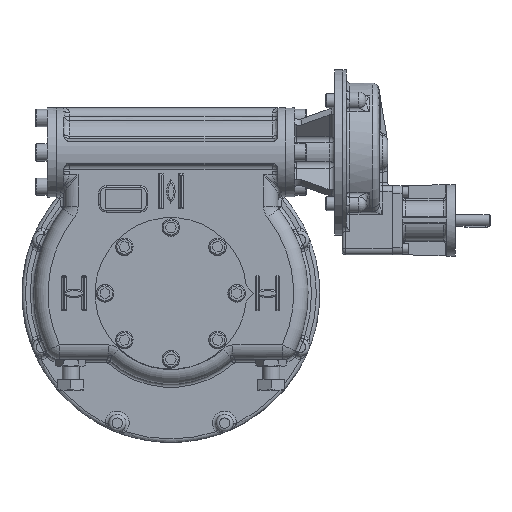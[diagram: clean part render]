
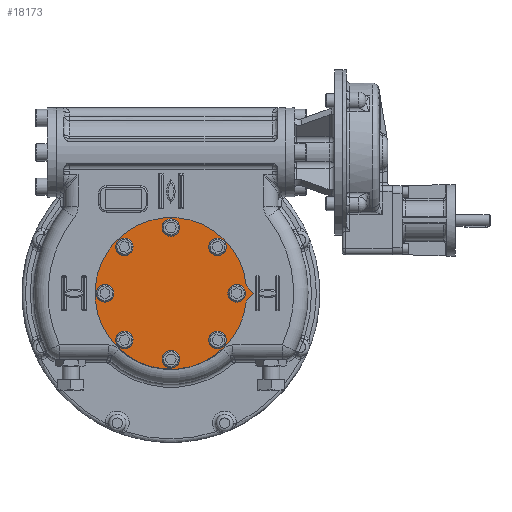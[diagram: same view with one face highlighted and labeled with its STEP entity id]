
A CAD part, top view. The second image highlights one B-rep face of the part: STEP entity #18173.
In plain terms, the highlighted planar face has unit normal (0, 0, 1).
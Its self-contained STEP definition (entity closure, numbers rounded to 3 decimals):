
#1275=CIRCLE('',#20565,132.5);
#1284=CIRCLE('',#20578,10.5);
#1285=CIRCLE('',#20579,10.5);
#1286=CIRCLE('',#20580,10.5);
#1287=CIRCLE('',#20581,10.5);
#1288=CIRCLE('',#20582,10.5);
#1289=CIRCLE('',#20583,10.5);
#1290=CIRCLE('',#20584,10.5);
#1291=CIRCLE('',#20585,10.5);
#2567=LINE('',#42790,#3621);
#2570=LINE('',#42795,#3624);
#3621=VECTOR('',#24924,1000.);
#3624=VECTOR('',#24929,1000.);
#7458=ORIENTED_EDGE('',*,*,#10900,.F.);
#7459=ORIENTED_EDGE('',*,*,#10901,.F.);
#7460=ORIENTED_EDGE('',*,*,#10902,.F.);
#7461=ORIENTED_EDGE('',*,*,#10903,.F.);
#7462=ORIENTED_EDGE('',*,*,#10904,.F.);
#7463=ORIENTED_EDGE('',*,*,#10905,.F.);
#7464=ORIENTED_EDGE('',*,*,#10906,.F.);
#7465=ORIENTED_EDGE('',*,*,#10907,.F.);
#7466=ORIENTED_EDGE('',*,*,#10885,.F.);
#7467=ORIENTED_EDGE('',*,*,#10891,.F.);
#7468=ORIENTED_EDGE('',*,*,#10888,.F.);
#10885=EDGE_CURVE('',#13049,#13050,#1275,.T.);
#10888=EDGE_CURVE('',#13050,#13052,#2567,.T.);
#10891=EDGE_CURVE('',#13052,#13049,#2570,.T.);
#10900=EDGE_CURVE('',#13061,#13061,#1284,.T.);
#10901=EDGE_CURVE('',#13062,#13062,#1285,.T.);
#10902=EDGE_CURVE('',#13063,#13063,#1286,.T.);
#10903=EDGE_CURVE('',#13064,#13064,#1287,.T.);
#10904=EDGE_CURVE('',#13065,#13065,#1288,.T.);
#10905=EDGE_CURVE('',#13066,#13066,#1289,.T.);
#10906=EDGE_CURVE('',#13067,#13067,#1290,.T.);
#10907=EDGE_CURVE('',#13068,#13068,#1291,.T.);
#13049=VERTEX_POINT('',#42783);
#13050=VERTEX_POINT('',#42785);
#13052=VERTEX_POINT('',#42791);
#13061=VERTEX_POINT('',#42815);
#13062=VERTEX_POINT('',#42817);
#13063=VERTEX_POINT('',#42819);
#13064=VERTEX_POINT('',#42821);
#13065=VERTEX_POINT('',#42823);
#13066=VERTEX_POINT('',#42825);
#13067=VERTEX_POINT('',#42827);
#13068=VERTEX_POINT('',#42829);
#15200=EDGE_LOOP('',(#7458));
#15201=EDGE_LOOP('',(#7459));
#15202=EDGE_LOOP('',(#7460));
#15203=EDGE_LOOP('',(#7461));
#15204=EDGE_LOOP('',(#7462));
#15205=EDGE_LOOP('',(#7463));
#15206=EDGE_LOOP('',(#7464));
#15207=EDGE_LOOP('',(#7465));
#15208=EDGE_LOOP('',(#7466,#7467,#7468));
#16592=FACE_BOUND('',#15200,.T.);
#16593=FACE_BOUND('',#15201,.T.);
#16594=FACE_BOUND('',#15202,.T.);
#16595=FACE_BOUND('',#15203,.T.);
#16596=FACE_BOUND('',#15204,.T.);
#16597=FACE_BOUND('',#15205,.T.);
#16598=FACE_BOUND('',#15206,.T.);
#16599=FACE_BOUND('',#15207,.T.);
#16600=FACE_BOUND('',#15208,.T.);
#17324=PLANE('',#20577);
#18173=ADVANCED_FACE('',(#16592,#16593,#16594,#16595,#16596,#16597,#16598,
#16599,#16600),#17324,.F.);
#20565=AXIS2_PLACEMENT_3D('',#42784,#24918,#24919);
#20577=AXIS2_PLACEMENT_3D('',#42813,#24948,#24949);
#20578=AXIS2_PLACEMENT_3D('',#42814,#24950,#24951);
#20579=AXIS2_PLACEMENT_3D('',#42816,#24952,#24953);
#20580=AXIS2_PLACEMENT_3D('',#42818,#24954,#24955);
#20581=AXIS2_PLACEMENT_3D('',#42820,#24956,#24957);
#20582=AXIS2_PLACEMENT_3D('',#42822,#24958,#24959);
#20583=AXIS2_PLACEMENT_3D('',#42824,#24960,#24961);
#20584=AXIS2_PLACEMENT_3D('',#42826,#24962,#24963);
#20585=AXIS2_PLACEMENT_3D('',#42828,#24964,#24965);
#24918=DIRECTION('',(0.,0.,-1.));
#24919=DIRECTION('',(1.,0.,0.));
#24924=DIRECTION('',(0.707,-0.707,0.));
#24929=DIRECTION('',(-0.707,-0.707,0.));
#24948=DIRECTION('',(0.,0.,-1.));
#24949=DIRECTION('',(-1.,0.,0.));
#24950=DIRECTION('',(0.,0.,1.));
#24951=DIRECTION('',(1.,0.,0.));
#24952=DIRECTION('',(0.,0.,1.));
#24953=DIRECTION('',(0.707,-0.707,0.));
#24954=DIRECTION('',(0.,0.,1.));
#24955=DIRECTION('',(0.,-1.,0.));
#24956=DIRECTION('',(0.,0.,1.));
#24957=DIRECTION('',(-0.707,-0.707,0.));
#24958=DIRECTION('',(0.,0.,1.));
#24959=DIRECTION('',(-1.,0.,0.));
#24960=DIRECTION('',(0.,0.,1.));
#24961=DIRECTION('',(-0.707,0.707,0.));
#24962=DIRECTION('',(0.,0.,1.));
#24963=DIRECTION('',(0.,1.,0.));
#24964=DIRECTION('',(0.,0.,1.));
#24965=DIRECTION('',(0.707,0.707,0.));
#42783=CARTESIAN_POINT('',(131.845,-13.155,70.25));
#42784=CARTESIAN_POINT('',(0.,0.,70.25));
#42785=CARTESIAN_POINT('',(131.845,13.155,70.25));
#42790=CARTESIAN_POINT('',(131.845,13.155,70.25));
#42791=CARTESIAN_POINT('',(145.,0.,70.25));
#42795=CARTESIAN_POINT('',(145.,0.,70.25));
#42813=CARTESIAN_POINT('',(0.,0.,70.25));
#42814=CARTESIAN_POINT('',(0.,115.,70.25));
#42815=CARTESIAN_POINT('',(10.5,115.,70.25));
#42816=CARTESIAN_POINT('',(81.317,81.317,70.25));
#42817=CARTESIAN_POINT('',(88.742,73.893,70.25));
#42818=CARTESIAN_POINT('',(115.,0.,70.25));
#42819=CARTESIAN_POINT('',(115.,-10.5,70.25));
#42820=CARTESIAN_POINT('',(81.317,-81.317,70.25));
#42821=CARTESIAN_POINT('',(73.893,-88.742,70.25));
#42822=CARTESIAN_POINT('',(0.,-115.,70.25));
#42823=CARTESIAN_POINT('',(-10.5,-115.,70.25));
#42824=CARTESIAN_POINT('',(-81.317,-81.317,70.25));
#42825=CARTESIAN_POINT('',(-88.742,-73.893,70.25));
#42826=CARTESIAN_POINT('',(-115.,0.,70.25));
#42827=CARTESIAN_POINT('',(-115.,10.5,70.25));
#42828=CARTESIAN_POINT('',(-81.317,81.317,70.25));
#42829=CARTESIAN_POINT('',(-73.893,88.742,70.25));
